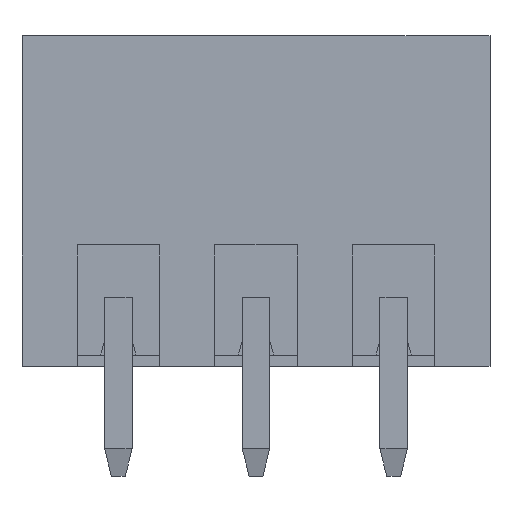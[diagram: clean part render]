
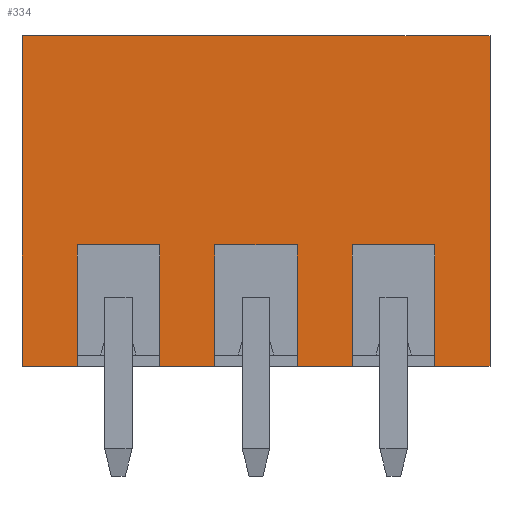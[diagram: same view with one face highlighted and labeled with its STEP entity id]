
A CAD part, front view. The second image highlights one B-rep face of the part: STEP entity #334.
In plain terms, the highlighted planar face has unit normal (0, -1, 0).
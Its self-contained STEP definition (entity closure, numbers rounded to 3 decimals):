
#334 = ADVANCED_FACE( '', ( #698 ), #699, .T. );
#698 = FACE_OUTER_BOUND( '', #1108, .T. );
#699 = PLANE( '', #1109 );
#1108 = EDGE_LOOP( '', ( #1877, #1878, #1879, #1880, #1881, #1882, #1883, #1884, #1885, #1886, #1887, #1888, #1889, #1890, #1891, #1892 ) );
#1109 = AXIS2_PLACEMENT_3D( '', #1893, #1894, #1895 );
#1877 = ORIENTED_EDGE( '', *, *, #2837, .T. );
#1878 = ORIENTED_EDGE( '', *, *, #2631, .F. );
#1879 = ORIENTED_EDGE( '', *, *, #2838, .F. );
#1880 = ORIENTED_EDGE( '', *, *, #2673, .F. );
#1881 = ORIENTED_EDGE( '', *, *, #2767, .F. );
#1882 = ORIENTED_EDGE( '', *, *, #2839, .T. );
#1883 = ORIENTED_EDGE( '', *, *, #2840, .F. );
#1884 = ORIENTED_EDGE( '', *, *, #2841, .F. );
#1885 = ORIENTED_EDGE( '', *, *, #2842, .F. );
#1886 = ORIENTED_EDGE( '', *, *, #2843, .T. );
#1887 = ORIENTED_EDGE( '', *, *, #2844, .F. );
#1888 = ORIENTED_EDGE( '', *, *, #2626, .F. );
#1889 = ORIENTED_EDGE( '', *, *, #2604, .F. );
#1890 = ORIENTED_EDGE( '', *, *, #2704, .T. );
#1891 = ORIENTED_EDGE( '', *, *, #2845, .F. );
#1892 = ORIENTED_EDGE( '', *, *, #2846, .T. );
#1893 = CARTESIAN_POINT( '', ( 8.5, -4.25, -6. ) );
#1894 = DIRECTION( '', ( 0., -1., 0. ) );
#1895 = DIRECTION( '', ( 0., 0., -1. ) );
#2604 = EDGE_CURVE( '', #3141, #3142, #3143, .T. );
#2626 = EDGE_CURVE( '', #3142, #3174, #3179, .T. );
#2631 = EDGE_CURVE( '', #3185, #3187, #3188, .T. );
#2673 = EDGE_CURVE( '', #3254, #3250, #3256, .T. );
#2704 = EDGE_CURVE( '', #3141, #3304, #3306, .T. );
#2767 = EDGE_CURVE( '', #3406, #3254, #3407, .T. );
#2837 = EDGE_CURVE( '', #3506, #3187, #3507, .T. );
#2838 = EDGE_CURVE( '', #3250, #3185, #3508, .T. );
#2839 = EDGE_CURVE( '', #3406, #3509, #3510, .T. );
#2840 = EDGE_CURVE( '', #3511, #3509, #3512, .T. );
#2841 = EDGE_CURVE( '', #3513, #3511, #3514, .T. );
#2842 = EDGE_CURVE( '', #3515, #3513, #3516, .T. );
#2843 = EDGE_CURVE( '', #3515, #3517, #3518, .T. );
#2844 = EDGE_CURVE( '', #3174, #3517, #3519, .T. );
#2845 = EDGE_CURVE( '', #3520, #3304, #3521, .T. );
#2846 = EDGE_CURVE( '', #3520, #3506, #3522, .T. );
#3141 = VERTEX_POINT( '', #3913 );
#3142 = VERTEX_POINT( '', #3914 );
#3143 = LINE( '', #3915, #3916 );
#3174 = VERTEX_POINT( '', #3961 );
#3179 = LINE( '', #3969, #3970 );
#3185 = VERTEX_POINT( '', #3978 );
#3187 = VERTEX_POINT( '', #3981 );
#3188 = LINE( '', #3982, #3983 );
#3250 = VERTEX_POINT( '', #4074 );
#3254 = VERTEX_POINT( '', #4080 );
#3256 = LINE( '', #4083, #4084 );
#3304 = VERTEX_POINT( '', #4153 );
#3306 = LINE( '', #4156, #4157 );
#3406 = VERTEX_POINT( '', #4301 );
#3407 = LINE( '', #4302, #4303 );
#3506 = VERTEX_POINT( '', #4451 );
#3507 = LINE( '', #4452, #4453 );
#3508 = LINE( '', #4454, #4455 );
#3509 = VERTEX_POINT( '', #4456 );
#3510 = LINE( '', #4457, #4458 );
#3511 = VERTEX_POINT( '', #4459 );
#3512 = LINE( '', #4460, #4461 );
#3513 = VERTEX_POINT( '', #4462 );
#3514 = LINE( '', #4463, #4464 );
#3515 = VERTEX_POINT( '', #4465 );
#3516 = LINE( '', #4466, #4467 );
#3517 = VERTEX_POINT( '', #4468 );
#3518 = LINE( '', #4469, #4470 );
#3519 = LINE( '', #4471, #4472 );
#3520 = VERTEX_POINT( '', #4473 );
#3521 = LINE( '', #4474, #4475 );
#3522 = LINE( '', #4476, #4477 );
#3913 = CARTESIAN_POINT( '', ( 6.5, -4.25, -1.6 ) );
#3914 = CARTESIAN_POINT( '', ( 3.5, -4.25, -1.6 ) );
#3915 = CARTESIAN_POINT( '', ( 6.5, -4.25, -1.6 ) );
#3916 = VECTOR( '', #4813, 1000. );
#3961 = CARTESIAN_POINT( '', ( 3.5, -4.25, -6. ) );
#3969 = CARTESIAN_POINT( '', ( 3.5, -4.25, -5.6 ) );
#3970 = VECTOR( '', #4831, 1000. );
#3978 = CARTESIAN_POINT( '', ( -8.5, -4.25, -6. ) );
#3981 = CARTESIAN_POINT( '', ( -8.5, -4.25, 6. ) );
#3982 = CARTESIAN_POINT( '', ( -8.5, -4.25, -6. ) );
#3983 = VECTOR( '', #4835, 1000. );
#4074 = CARTESIAN_POINT( '', ( -6.5, -4.25, -6. ) );
#4080 = CARTESIAN_POINT( '', ( -6.5, -4.25, -1.6 ) );
#4083 = CARTESIAN_POINT( '', ( -6.5, -4.25, -5.6 ) );
#4084 = VECTOR( '', #4868, 1000. );
#4153 = CARTESIAN_POINT( '', ( 6.5, -4.25, -6. ) );
#4156 = CARTESIAN_POINT( '', ( 6.5, -4.25, -5.6 ) );
#4157 = VECTOR( '', #4897, 1000. );
#4301 = CARTESIAN_POINT( '', ( -3.5, -4.25, -1.6 ) );
#4302 = CARTESIAN_POINT( '', ( -3.5, -4.25, -1.6 ) );
#4303 = VECTOR( '', #4960, 1000. );
#4451 = CARTESIAN_POINT( '', ( 8.5, -4.25, 6. ) );
#4452 = CARTESIAN_POINT( '', ( 8.5, -4.25, 6. ) );
#4453 = VECTOR( '', #5016, 1000. );
#4454 = CARTESIAN_POINT( '', ( 8.5, -4.25, -6. ) );
#4455 = VECTOR( '', #5017, 1000. );
#4456 = CARTESIAN_POINT( '', ( -3.5, -4.25, -6. ) );
#4457 = CARTESIAN_POINT( '', ( -3.5, -4.25, -5.6 ) );
#4458 = VECTOR( '', #5018, 1000. );
#4459 = CARTESIAN_POINT( '', ( -1.5, -4.25, -6. ) );
#4460 = CARTESIAN_POINT( '', ( 8.5, -4.25, -6. ) );
#4461 = VECTOR( '', #5019, 1000. );
#4462 = CARTESIAN_POINT( '', ( -1.5, -4.25, -1.6 ) );
#4463 = CARTESIAN_POINT( '', ( -1.5, -4.25, -5.6 ) );
#4464 = VECTOR( '', #5020, 1000. );
#4465 = CARTESIAN_POINT( '', ( 1.5, -4.25, -1.6 ) );
#4466 = CARTESIAN_POINT( '', ( 1.5, -4.25, -1.6 ) );
#4467 = VECTOR( '', #5021, 1000. );
#4468 = CARTESIAN_POINT( '', ( 1.5, -4.25, -6. ) );
#4469 = CARTESIAN_POINT( '', ( 1.5, -4.25, -5.6 ) );
#4470 = VECTOR( '', #5022, 1000. );
#4471 = CARTESIAN_POINT( '', ( 8.5, -4.25, -6. ) );
#4472 = VECTOR( '', #5023, 1000. );
#4473 = CARTESIAN_POINT( '', ( 8.5, -4.25, -6. ) );
#4474 = CARTESIAN_POINT( '', ( 8.5, -4.25, -6. ) );
#4475 = VECTOR( '', #5024, 1000. );
#4476 = CARTESIAN_POINT( '', ( 8.5, -4.25, -6. ) );
#4477 = VECTOR( '', #5025, 1000. );
#4813 = DIRECTION( '', ( -1., 0., 0. ) );
#4831 = DIRECTION( '', ( 0., 0., -1. ) );
#4835 = DIRECTION( '', ( 0., 0., 1. ) );
#4868 = DIRECTION( '', ( 0., 0., -1. ) );
#4897 = DIRECTION( '', ( 0., 0., -1. ) );
#4960 = DIRECTION( '', ( -1., 0., 0. ) );
#5016 = DIRECTION( '', ( -1., 0., 0. ) );
#5017 = DIRECTION( '', ( -1., 0., 0. ) );
#5018 = DIRECTION( '', ( 0., 0., -1. ) );
#5019 = DIRECTION( '', ( -1., 0., 0. ) );
#5020 = DIRECTION( '', ( 0., 0., -1. ) );
#5021 = DIRECTION( '', ( -1., 0., 0. ) );
#5022 = DIRECTION( '', ( 0., 0., -1. ) );
#5023 = DIRECTION( '', ( -1., 0., 0. ) );
#5024 = DIRECTION( '', ( -1., 0., 0. ) );
#5025 = DIRECTION( '', ( 0., 0., 1. ) );
